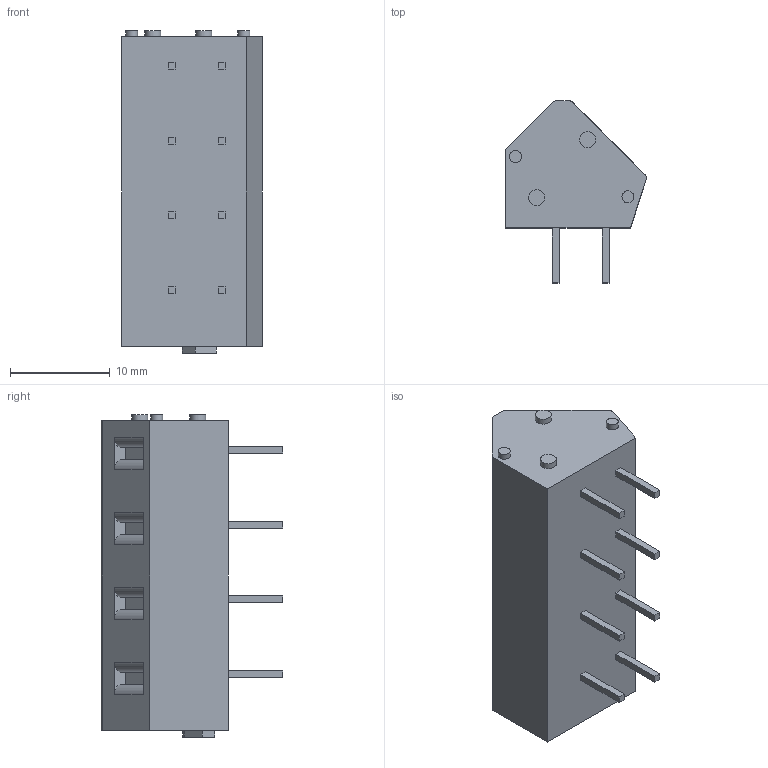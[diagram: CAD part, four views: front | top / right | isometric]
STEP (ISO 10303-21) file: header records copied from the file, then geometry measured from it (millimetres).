
FILE_DESCRIPTION( ( 'STEP AP214' ), '1' );
FILE_NAME( '236-504_332-000.stp', '2021-11-11T22:46:04', ( 'License CC BY-ND 4.0' ), ( 'CADENAS' ), ' ', 'PARTsolutions', ' ' );
FILE_SCHEMA( ( 'AUTOMOTIVE_DESIGN { 1 0 10303 214 1 1 1 1 }' ) );
Length unit declared in the file: millimetre
Products named in the file (1): _236-504/332-000
Bounding box: 14.09 x 18.21 x 32.3 mm (x, y, z)
Volume: 4007.5 mm3; surface area: 2008.7 mm2
Topology: 1 solids, 1 shells, 145 faces, 362 edges, 236 vertices
Faces by surface type: plane 129, cylinder 16
Full cylindrical faces by diameter (mm): 1.2 x2, 1.6 x2
Entity records: 5396 total; most frequent: CARTESIAN_POINT 740, ORIENTED_EDGE 716, DIRECTION 682, EDGE_CURVE 358, LINE 326, VECTOR 326, VERTEX_POINT 236, AXIS2_PLACEMENT_3D 178
